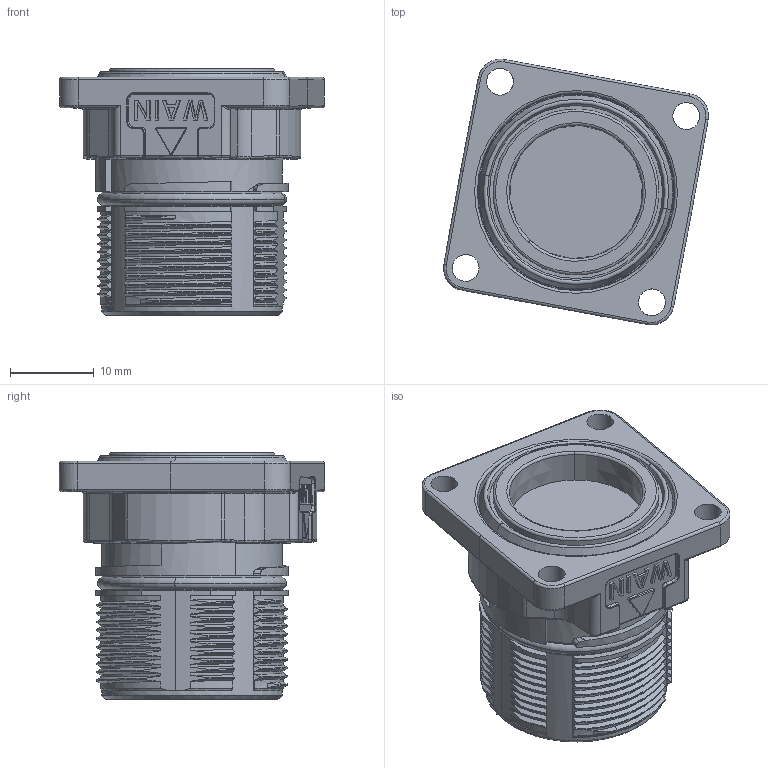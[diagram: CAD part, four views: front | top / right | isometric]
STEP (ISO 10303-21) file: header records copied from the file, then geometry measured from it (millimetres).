
FILE_DESCRIPTION(/* description */ (''),/* implementation_level */ '2;1');
FILE_NAME(/* name */ '17.stp',/* time_stamp */ '2024-03-20T12:55:45+08:00',/* author */ (''),/* organization */ (''),/* preprocessor_version */ 'ST-DEVELOPER v18.1',/* originating_system */ 'SIEMENS PLM Software NX 1980',/* authorisation */ '');
FILE_SCHEMA (('AUTOMOTIVE_DESIGN { 1 0 10303 214 3 1 1 1 }'));
Length unit declared in the file: millimetre
Products named in the file (1): 17
Bounding box: 31.61 x 31.71 x 29.4 mm (x, y, z)
Volume: 9853.4 mm3; surface area: 6274.9 mm2
Topology: 1 solids, 1 shells, 703 faces, 1878 edges, 1206 vertices
Faces by surface type: cylinder 241, cone 186, plane 171, torus 72, sphere 16, bspline 13, extrusion 2, revolution 2
Full cylindrical faces by diameter (mm): 3.2 x4, 15.8 x1, 19.8 x1, 21.5 x2, 21.55 x1
Entity records: 23254 total; most frequent: CARTESIAN_POINT 7242, ORIENTED_EDGE 3696, DIRECTION 2808, EDGE_CURVE 1848, VERTEX_POINT 1195, AXIS2_PLACEMENT_3D 1134, B_SPLINE_CURVE_WITH_KNOTS 863, EDGE_LOOP 761
